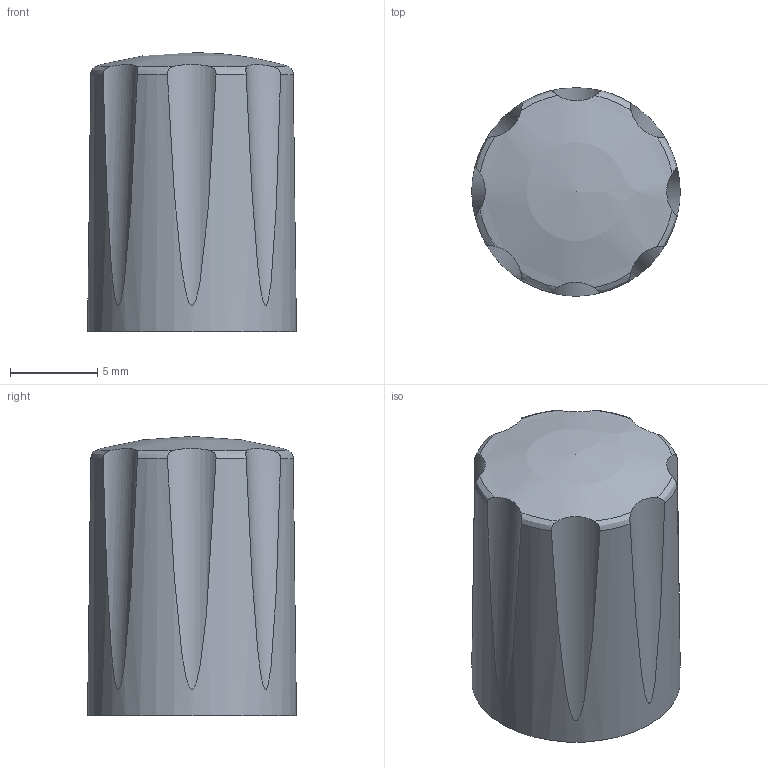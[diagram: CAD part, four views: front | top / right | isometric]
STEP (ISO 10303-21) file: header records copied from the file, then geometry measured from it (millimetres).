
FILE_DESCRIPTION(('FreeCAD Model'),'2;1');
FILE_NAME('alpha_davies1900h_white.step','2020-10-22T21:54:40',('Author'),(''), 'Open CASCADE STEP processor 7.4','FreeCAD','Unknown');
FILE_SCHEMA(('AUTOMOTIVE_DESIGN { 1 0 10303 214 1 1 1 1 }'));
Length unit declared in the file: millimetre
Products named in the file (2): davies1900h; Cut007
Assembly tree (1 placements, depth 2):
  davies1900h
    Cut007
Bounding box: 11.94 x 11.94 x 16 mm (x, y, z)
Volume: 1612.4 mm3; surface area: 762.2 mm2
Topology: 1 solids, 1 shells, 19 faces, 54 edges, 36 vertices
Faces by surface type: cylinder 9, bspline 8, plane 1, sphere 1
Full cylindrical faces by diameter (mm): 11.938 x1
Entity records: 4887 total; most frequent: CARTESIAN_POINT 4086, B_SPLINE_CURVE_WITH_KNOTS 118, ORIENTED_EDGE 106, PCURVE 106, DEFINITIONAL_REPRESENTATION 106, DIRECTION 53, EDGE_CURVE 53, SURFACE_CURVE 51
